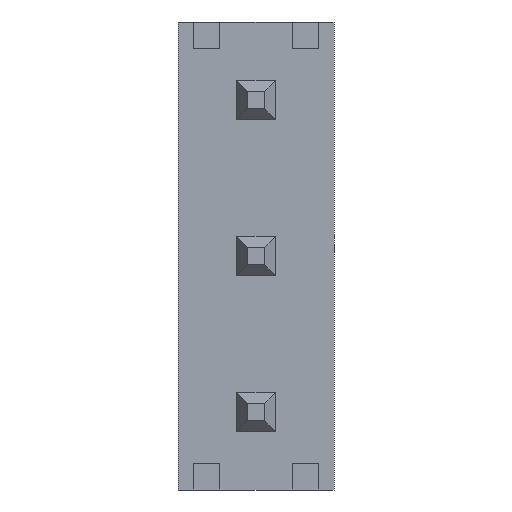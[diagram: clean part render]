
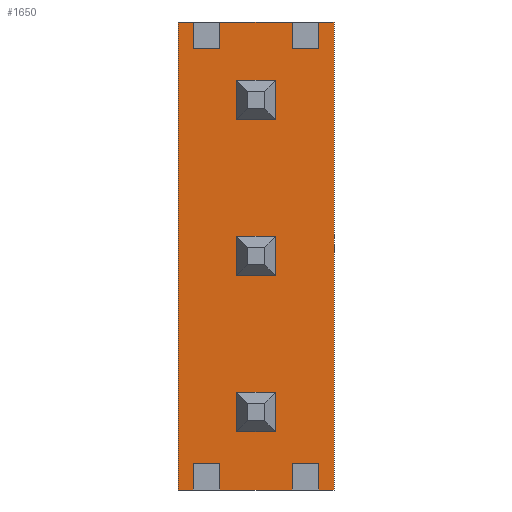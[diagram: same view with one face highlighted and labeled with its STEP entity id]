
A CAD part, front view. The second image highlights one B-rep face of the part: STEP entity #1650.
In plain terms, the highlighted planar face has unit normal (0, -1, 0).
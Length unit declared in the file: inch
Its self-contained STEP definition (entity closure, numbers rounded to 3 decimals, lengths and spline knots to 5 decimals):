
#175=ORIENTED_EDGE('',*,*,#507,.F.);
#176=ORIENTED_EDGE('',*,*,#579,.F.);
#177=ORIENTED_EDGE('',*,*,#518,.T.);
#178=ORIENTED_EDGE('',*,*,#532,.T.);
#179=ORIENTED_EDGE('',*,*,#525,.F.);
#180=ORIENTED_EDGE('',*,*,#580,.F.);
#181=ORIENTED_EDGE('',*,*,#512,.T.);
#182=ORIENTED_EDGE('',*,*,#531,.T.);
#183=ORIENTED_EDGE('',*,*,#577,.T.);
#184=ORIENTED_EDGE('',*,*,#534,.T.);
#185=ORIENTED_EDGE('',*,*,#510,.T.);
#186=ORIENTED_EDGE('',*,*,#581,.T.);
#187=ORIENTED_EDGE('',*,*,#521,.F.);
#188=ORIENTED_EDGE('',*,*,#533,.T.);
#189=ORIENTED_EDGE('',*,*,#516,.T.);
#190=ORIENTED_EDGE('',*,*,#582,.T.);
#191=ORIENTED_EDGE('',*,*,#503,.F.);
#192=ORIENTED_EDGE('',*,*,#538,.T.);
#193=ORIENTED_EDGE('',*,*,#575,.T.);
#194=ORIENTED_EDGE('',*,*,#527,.T.);
#195=ORIENTED_EDGE('',*,*,#569,.F.);
#196=ORIENTED_EDGE('',*,*,#546,.F.);
#197=ORIENTED_EDGE('',*,*,#543,.F.);
#198=ORIENTED_EDGE('',*,*,#540,.F.);
#199=ORIENTED_EDGE('',*,*,#571,.F.);
#200=ORIENTED_EDGE('',*,*,#556,.F.);
#201=ORIENTED_EDGE('',*,*,#553,.F.);
#202=ORIENTED_EDGE('',*,*,#550,.F.);
#203=ORIENTED_EDGE('',*,*,#573,.F.);
#204=ORIENTED_EDGE('',*,*,#566,.F.);
#205=ORIENTED_EDGE('',*,*,#563,.F.);
#206=ORIENTED_EDGE('',*,*,#560,.F.);
#503=EDGE_CURVE('',#731,#732,#875,.T.);
#507=EDGE_CURVE('',#733,#734,#879,.T.);
#510=EDGE_CURVE('',#736,#735,#882,.T.);
#512=EDGE_CURVE('',#737,#738,#884,.T.);
#516=EDGE_CURVE('',#740,#739,#888,.T.);
#518=EDGE_CURVE('',#741,#742,#890,.T.);
#521=EDGE_CURVE('',#743,#744,#893,.T.);
#525=EDGE_CURVE('',#745,#746,#897,.T.);
#527=EDGE_CURVE('',#747,#734,#899,.T.);
#531=EDGE_CURVE('',#738,#750,#903,.T.);
#532=EDGE_CURVE('',#742,#746,#904,.T.);
#533=EDGE_CURVE('',#743,#740,#905,.T.);
#534=EDGE_CURVE('',#751,#736,#906,.T.);
#538=EDGE_CURVE('',#731,#754,#910,.T.);
#540=EDGE_CURVE('',#756,#757,#912,.T.);
#543=EDGE_CURVE('',#757,#759,#915,.T.);
#546=EDGE_CURVE('',#759,#761,#918,.T.);
#550=EDGE_CURVE('',#764,#765,#922,.T.);
#553=EDGE_CURVE('',#765,#767,#925,.T.);
#556=EDGE_CURVE('',#767,#769,#928,.T.);
#560=EDGE_CURVE('',#772,#773,#932,.T.);
#563=EDGE_CURVE('',#773,#775,#935,.T.);
#566=EDGE_CURVE('',#775,#777,#938,.T.);
#569=EDGE_CURVE('',#761,#756,#941,.T.);
#571=EDGE_CURVE('',#769,#764,#943,.T.);
#573=EDGE_CURVE('',#777,#772,#945,.T.);
#575=EDGE_CURVE('',#754,#747,#947,.T.);
#577=EDGE_CURVE('',#750,#751,#949,.T.);
#579=EDGE_CURVE('',#741,#733,#951,.T.);
#580=EDGE_CURVE('',#737,#745,#952,.T.);
#581=EDGE_CURVE('',#735,#744,#953,.T.);
#582=EDGE_CURVE('',#739,#732,#954,.T.);
#731=VERTEX_POINT('',#2298);
#732=VERTEX_POINT('',#2299);
#733=VERTEX_POINT('',#2304);
#734=VERTEX_POINT('',#2306);
#735=VERTEX_POINT('',#2310);
#736=VERTEX_POINT('',#2312);
#737=VERTEX_POINT('',#2316);
#738=VERTEX_POINT('',#2317);
#739=VERTEX_POINT('',#2322);
#740=VERTEX_POINT('',#2324);
#741=VERTEX_POINT('',#2328);
#742=VERTEX_POINT('',#2329);
#743=VERTEX_POINT('',#2334);
#744=VERTEX_POINT('',#2335);
#745=VERTEX_POINT('',#2340);
#746=VERTEX_POINT('',#2342);
#747=VERTEX_POINT('',#2346);
#750=VERTEX_POINT('',#2352);
#751=VERTEX_POINT('',#2358);
#754=VERTEX_POINT('',#2364);
#756=VERTEX_POINT('',#2369);
#757=VERTEX_POINT('',#2371);
#759=VERTEX_POINT('',#2377);
#761=VERTEX_POINT('',#2383);
#764=VERTEX_POINT('',#2390);
#765=VERTEX_POINT('',#2392);
#767=VERTEX_POINT('',#2398);
#769=VERTEX_POINT('',#2404);
#772=VERTEX_POINT('',#2411);
#773=VERTEX_POINT('',#2413);
#775=VERTEX_POINT('',#2419);
#777=VERTEX_POINT('',#2425);
#875=LINE('',#2297,#1103);
#879=LINE('',#2305,#1107);
#882=LINE('',#2311,#1110);
#884=LINE('',#2315,#1112);
#888=LINE('',#2323,#1116);
#890=LINE('',#2327,#1118);
#893=LINE('',#2333,#1121);
#897=LINE('',#2341,#1125);
#899=LINE('',#2345,#1127);
#903=LINE('',#2353,#1131);
#904=LINE('',#2354,#1132);
#905=LINE('',#2356,#1133);
#906=LINE('',#2357,#1134);
#910=LINE('',#2365,#1138);
#912=LINE('',#2370,#1140);
#915=LINE('',#2376,#1143);
#918=LINE('',#2382,#1146);
#922=LINE('',#2391,#1150);
#925=LINE('',#2397,#1153);
#928=LINE('',#2403,#1156);
#932=LINE('',#2412,#1160);
#935=LINE('',#2418,#1163);
#938=LINE('',#2424,#1166);
#941=LINE('',#2430,#1169);
#943=LINE('',#2433,#1171);
#945=LINE('',#2436,#1173);
#947=LINE('',#2439,#1175);
#949=LINE('',#2442,#1177);
#951=LINE('',#2446,#1179);
#952=LINE('',#2447,#1180);
#953=LINE('',#2448,#1181);
#954=LINE('',#2449,#1182);
#1103=VECTOR('',#1865,39.37008);
#1107=VECTOR('',#1871,39.37008);
#1110=VECTOR('',#1876,39.37008);
#1112=VECTOR('',#1880,39.37008);
#1116=VECTOR('',#1886,39.37008);
#1118=VECTOR('',#1890,39.37008);
#1121=VECTOR('',#1895,39.37008);
#1125=VECTOR('',#1901,39.37008);
#1127=VECTOR('',#1905,39.37008);
#1131=VECTOR('',#1909,39.37008);
#1132=VECTOR('',#1910,39.37008);
#1133=VECTOR('',#1913,39.37008);
#1134=VECTOR('',#1914,39.37008);
#1138=VECTOR('',#1918,39.37008);
#1140=VECTOR('',#1922,39.37008);
#1143=VECTOR('',#1927,39.37008);
#1146=VECTOR('',#1932,39.37008);
#1150=VECTOR('',#1938,39.37008);
#1153=VECTOR('',#1943,39.37008);
#1156=VECTOR('',#1948,39.37008);
#1160=VECTOR('',#1954,39.37008);
#1163=VECTOR('',#1959,39.37008);
#1166=VECTOR('',#1964,39.37008);
#1169=VECTOR('',#1969,39.37008);
#1171=VECTOR('',#1973,39.37008);
#1173=VECTOR('',#1977,39.37008);
#1175=VECTOR('',#1981,39.37008);
#1177=VECTOR('',#1985,39.37008);
#1179=VECTOR('',#1991,39.37008);
#1180=VECTOR('',#1992,39.37008);
#1181=VECTOR('',#1993,39.37008);
#1182=VECTOR('',#1994,39.37008);
#1347=EDGE_LOOP('',(#175,#176,#177,#178,#179,#180,#181,#182,#183,#184,#185,
#186,#187,#188,#189,#190,#191,#192,#193,#194));
#1348=EDGE_LOOP('',(#195,#196,#197,#198));
#1349=EDGE_LOOP('',(#199,#200,#201,#202));
#1350=EDGE_LOOP('',(#203,#204,#205,#206));
#1453=FACE_BOUND('',#1347,.T.);
#1454=FACE_BOUND('',#1348,.T.);
#1455=FACE_BOUND('',#1349,.T.);
#1456=FACE_BOUND('',#1350,.T.);
#1556=PLANE('',#1770);
#1650=ADVANCED_FACE('',(#1453,#1454,#1455,#1456),#1556,.T.);
#1770=AXIS2_PLACEMENT_3D('',#2445,#1989,#1990);
#1865=DIRECTION('',(0.,0.,-1.));
#1871=DIRECTION('',(0.,0.,-1.));
#1876=DIRECTION('',(0.,0.,-1.));
#1880=DIRECTION('',(0.,0.,-1.));
#1886=DIRECTION('',(0.,0.,-1.));
#1890=DIRECTION('',(0.,0.,-1.));
#1895=DIRECTION('',(0.,0.,-1.));
#1901=DIRECTION('',(0.,0.,-1.));
#1905=DIRECTION('',(1.,0.,0.));
#1909=DIRECTION('',(1.,0.,0.));
#1910=DIRECTION('',(1.,0.,0.));
#1913=DIRECTION('',(-1.,0.,0.));
#1914=DIRECTION('',(-1.,0.,0.));
#1918=DIRECTION('',(-1.,0.,0.));
#1922=DIRECTION('',(1.,0.,0.));
#1927=DIRECTION('',(0.,0.,1.));
#1932=DIRECTION('',(-1.,0.,0.));
#1938=DIRECTION('',(1.,0.,0.));
#1943=DIRECTION('',(0.,0.,1.));
#1948=DIRECTION('',(-1.,0.,0.));
#1954=DIRECTION('',(1.,0.,0.));
#1959=DIRECTION('',(0.,0.,1.));
#1964=DIRECTION('',(-1.,0.,0.));
#1969=DIRECTION('',(0.,0.,-1.));
#1973=DIRECTION('',(0.,0.,-1.));
#1977=DIRECTION('',(0.,0.,-1.));
#1981=DIRECTION('',(0.,0.,-1.));
#1985=DIRECTION('',(0.,0.,1.));
#1989=DIRECTION('',(0.,-1.,0.));
#1990=DIRECTION('',(1.,0.,0.));
#1991=DIRECTION('',(-1.,0.,0.));
#1992=DIRECTION('',(-1.,0.,0.));
#1993=DIRECTION('',(-1.,0.,0.));
#1994=DIRECTION('',(-1.,0.,0.));
#2297=CARTESIAN_POINT('',(-0.04012,0.02,0.3));
#2298=CARTESIAN_POINT('',(-0.04012,0.02,0.15));
#2299=CARTESIAN_POINT('',(-0.04012,0.02,0.133));
#2304=CARTESIAN_POINT('',(-0.04012,0.02,-0.133));
#2305=CARTESIAN_POINT('',(-0.04012,0.02,0.3));
#2306=CARTESIAN_POINT('',(-0.04012,0.02,-0.15));
#2310=CARTESIAN_POINT('',(0.04012,0.02,0.133));
#2311=CARTESIAN_POINT('',(0.04012,0.02,0.3));
#2312=CARTESIAN_POINT('',(0.04012,0.02,0.15));
#2315=CARTESIAN_POINT('',(0.04012,0.02,0.3));
#2316=CARTESIAN_POINT('',(0.04012,0.02,-0.133));
#2317=CARTESIAN_POINT('',(0.04012,0.02,-0.15));
#2322=CARTESIAN_POINT('',(-0.02312,0.02,0.133));
#2323=CARTESIAN_POINT('',(-0.02312,0.02,0.3));
#2324=CARTESIAN_POINT('',(-0.02312,0.02,0.15));
#2327=CARTESIAN_POINT('',(-0.02312,0.02,0.3));
#2328=CARTESIAN_POINT('',(-0.02312,0.02,-0.133));
#2329=CARTESIAN_POINT('',(-0.02312,0.02,-0.15));
#2333=CARTESIAN_POINT('',(0.02312,0.02,0.3));
#2334=CARTESIAN_POINT('',(0.02312,0.02,0.15));
#2335=CARTESIAN_POINT('',(0.02312,0.02,0.133));
#2340=CARTESIAN_POINT('',(0.02312,0.02,-0.133));
#2341=CARTESIAN_POINT('',(0.02312,0.02,0.3));
#2342=CARTESIAN_POINT('',(0.02312,0.02,-0.15));
#2345=CARTESIAN_POINT('',(0.05,0.02,-0.15));
#2346=CARTESIAN_POINT('',(-0.05,0.02,-0.15));
#2352=CARTESIAN_POINT('',(0.05,0.02,-0.15));
#2353=CARTESIAN_POINT('',(0.05,0.02,-0.15));
#2354=CARTESIAN_POINT('',(0.05,0.02,-0.15));
#2356=CARTESIAN_POINT('',(-0.05,0.02,0.15));
#2357=CARTESIAN_POINT('',(-0.05,0.02,0.15));
#2358=CARTESIAN_POINT('',(0.05,0.02,0.15));
#2364=CARTESIAN_POINT('',(-0.05,0.02,0.15));
#2365=CARTESIAN_POINT('',(-0.05,0.02,0.15));
#2369=CARTESIAN_POINT('',(-0.0125,0.02,0.0875));
#2370=CARTESIAN_POINT('',(0.0125,0.02,0.0875));
#2371=CARTESIAN_POINT('',(0.0125,0.02,0.0875));
#2376=CARTESIAN_POINT('',(0.0125,0.02,0.1125));
#2377=CARTESIAN_POINT('',(0.0125,0.02,0.1125));
#2382=CARTESIAN_POINT('',(-0.0125,0.02,0.1125));
#2383=CARTESIAN_POINT('',(-0.0125,0.02,0.1125));
#2390=CARTESIAN_POINT('',(-0.0125,0.02,-0.0125));
#2391=CARTESIAN_POINT('',(0.0125,0.02,-0.0125));
#2392=CARTESIAN_POINT('',(0.0125,0.02,-0.0125));
#2397=CARTESIAN_POINT('',(0.0125,0.02,0.0125));
#2398=CARTESIAN_POINT('',(0.0125,0.02,0.0125));
#2403=CARTESIAN_POINT('',(-0.0125,0.02,0.0125));
#2404=CARTESIAN_POINT('',(-0.0125,0.02,0.0125));
#2411=CARTESIAN_POINT('',(-0.0125,0.02,-0.1125));
#2412=CARTESIAN_POINT('',(0.0125,0.02,-0.1125));
#2413=CARTESIAN_POINT('',(0.0125,0.02,-0.1125));
#2418=CARTESIAN_POINT('',(0.0125,0.02,-0.0875));
#2419=CARTESIAN_POINT('',(0.0125,0.02,-0.0875));
#2424=CARTESIAN_POINT('',(-0.0125,0.02,-0.0875));
#2425=CARTESIAN_POINT('',(-0.0125,0.02,-0.0875));
#2430=CARTESIAN_POINT('',(-0.0125,0.02,0.0875));
#2433=CARTESIAN_POINT('',(-0.0125,0.02,-0.0125));
#2436=CARTESIAN_POINT('',(-0.0125,0.02,-0.1125));
#2439=CARTESIAN_POINT('',(-0.05,0.02,-0.15));
#2442=CARTESIAN_POINT('',(0.05,0.02,0.15));
#2445=CARTESIAN_POINT('',(-0.04012,0.02,0.3));
#2446=CARTESIAN_POINT('',(0.1,0.02,-0.133));
#2447=CARTESIAN_POINT('',(0.1,0.02,-0.133));
#2448=CARTESIAN_POINT('',(0.1,0.02,0.133));
#2449=CARTESIAN_POINT('',(0.1,0.02,0.133));
